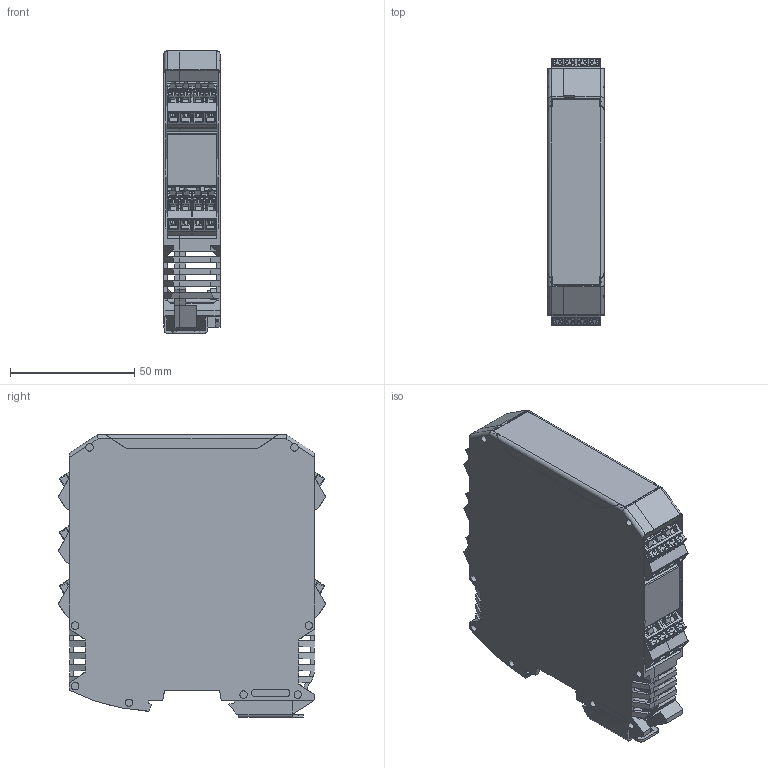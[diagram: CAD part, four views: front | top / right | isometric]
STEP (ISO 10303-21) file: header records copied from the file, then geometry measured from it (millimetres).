
FILE_DESCRIPTION(/* description */ ('Alibre Inc.'),/* implementation_level */ '2;1');
FILE_NAME(/* name */ 'export-87DB2EE3-2D4C-4B9E-B05A-9A064530DA20',/* time_stamp */ '2022-03-04T06:37:18+01:00',/* author */ (''),/* organization */ (''),/* preprocessor_version */ 'ST-DEVELOPER v17',/* originating_system */ 'Alibre',/* authorisation */ '');
FILE_SCHEMA (('AUTOMOTIVE_DESIGN'));
Length unit declared in the file: millimetre
Products named in the file (14): ID_1
Bounding box: 22.6 x 107.75 x 113.7 mm (x, y, z)
Volume: 74933.2 mm3; surface area: 100331.3 mm2
Topology: 20 solids, 20 shells, 9268 faces, 25398 edges, 16470 vertices
Faces by surface type: plane 7305, cylinder 1709, cone 90, torus 84, sphere 80
Full cylindrical faces by diameter (mm): 2.2 x32, 6.4 x2, 6.5 x1
Entity records: 137669 total; most frequent: CARTESIAN_POINT 25918, ORIENTED_EDGE 24540, DIRECTION 18905, EDGE_CURVE 12267, VECTOR 10391, LINE 10391, VERTEX_POINT 8037, AXIS2_PLACEMENT_3D 6026
